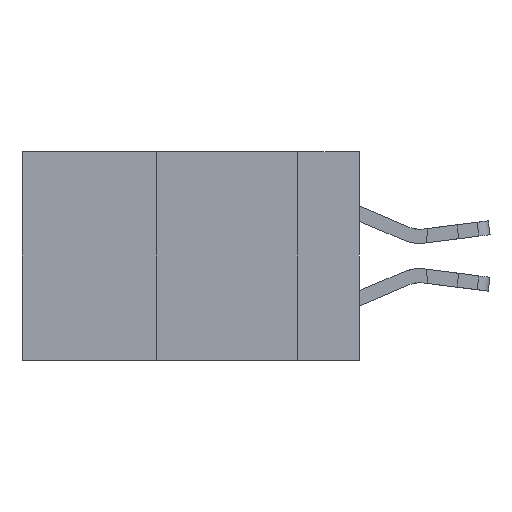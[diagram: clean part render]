
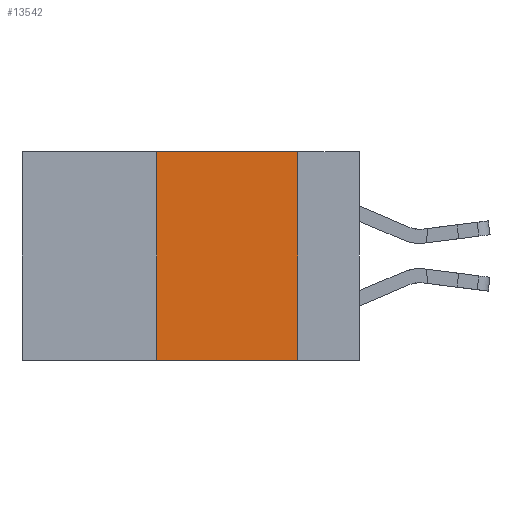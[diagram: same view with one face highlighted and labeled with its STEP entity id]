
A CAD part, left-side view. The second image highlights one B-rep face of the part: STEP entity #13542.
In plain terms, the highlighted planar face has unit normal (-1, 0, 0).
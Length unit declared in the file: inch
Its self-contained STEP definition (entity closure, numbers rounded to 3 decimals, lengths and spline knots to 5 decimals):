
#1201 = DIRECTION ( 'NONE',  ( 0., 0., 1. ) ) ;
#2065 = VECTOR ( 'NONE', #1201, 39.37008 ) ;
#2669 = VECTOR ( 'NONE', #6593, 39.37008 ) ;
#2867 = LINE ( 'NONE', #11108, #2065 ) ;
#2899 = CARTESIAN_POINT ( 'NONE',  ( 0., 0.6, 0. ) ) ;
#3469 = CARTESIAN_POINT ( 'NONE',  ( 0., 0.36, 0. ) ) ;
#3880 = ORIENTED_EDGE ( 'NONE', *, *, #13535, .F. ) ;
#4147 = DIRECTION ( 'NONE',  ( 0., 0., -1. ) ) ;
#4255 = LINE ( 'NONE', #8789, #7596 ) ;
#4673 = ORIENTED_EDGE ( 'NONE', *, *, #12566, .T. ) ;
#5588 = FACE_OUTER_BOUND ( 'NONE', #6043, .T. ) ;
#5625 = VERTEX_POINT ( 'NONE', #12417 ) ;
#5670 = AXIS2_PLACEMENT_3D ( 'NONE', #2899, #11429, #4147 ) ;
#6043 = EDGE_LOOP ( 'NONE', ( #6810, #3880, #13432, #4673 ) ) ;
#6593 = DIRECTION ( 'NONE',  ( 0., -1., 0. ) ) ;
#6810 = ORIENTED_EDGE ( 'NONE', *, *, #14961, .F. ) ;
#7596 = VECTOR ( 'NONE', #15803, 39.37008 ) ;
#7865 = PLANE ( 'NONE',  #5670 ) ;
#8266 = CARTESIAN_POINT ( 'NONE',  ( 0., 0.11, 0. ) ) ;
#8789 = CARTESIAN_POINT ( 'NONE',  ( 0., 0.6, -0.37 ) ) ;
#9630 = LINE ( 'NONE', #12495, #2669 ) ;
#9782 = CARTESIAN_POINT ( 'NONE',  ( 0., 0.11, 0. ) ) ;
#10576 = VERTEX_POINT ( 'NONE', #3469 ) ;
#10662 = DIRECTION ( 'NONE',  ( 0., 0., -1. ) ) ;
#11108 = CARTESIAN_POINT ( 'NONE',  ( 0., 0.36, 0. ) ) ;
#11429 = DIRECTION ( 'NONE',  ( 1., 0., 0. ) ) ;
#11582 = VECTOR ( 'NONE', #10662, 39.37008 ) ;
#11924 = LINE ( 'NONE', #8266, #11582 ) ;
#12417 = CARTESIAN_POINT ( 'NONE',  ( 0., 0.11, -0.37 ) ) ;
#12495 = CARTESIAN_POINT ( 'NONE',  ( 0., 0.6, 0. ) ) ;
#12566 = EDGE_CURVE ( 'NONE', #14996, #5625, #4255, .T. ) ;
#13343 = EDGE_CURVE ( 'NONE', #14996, #10576, #2867, .T. ) ;
#13432 = ORIENTED_EDGE ( 'NONE', *, *, #13343, .F. ) ;
#13535 = EDGE_CURVE ( 'NONE', #10576, #14578, #9630, .T. ) ;
#13542 = ADVANCED_FACE ( 'NONE', ( #5588 ), #7865, .F. ) ;
#14175 = CARTESIAN_POINT ( 'NONE',  ( 0., 0.36, -0.37 ) ) ;
#14578 = VERTEX_POINT ( 'NONE', #9782 ) ;
#14961 = EDGE_CURVE ( 'NONE', #14578, #5625, #11924, .T. ) ;
#14996 = VERTEX_POINT ( 'NONE', #14175 ) ;
#15803 = DIRECTION ( 'NONE',  ( 0., -1., 0. ) ) ;
